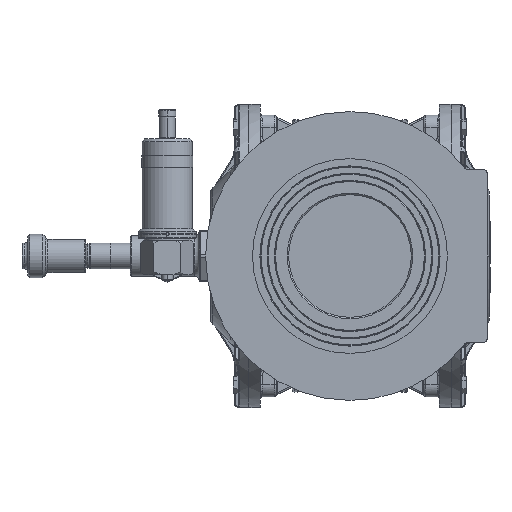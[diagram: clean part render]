
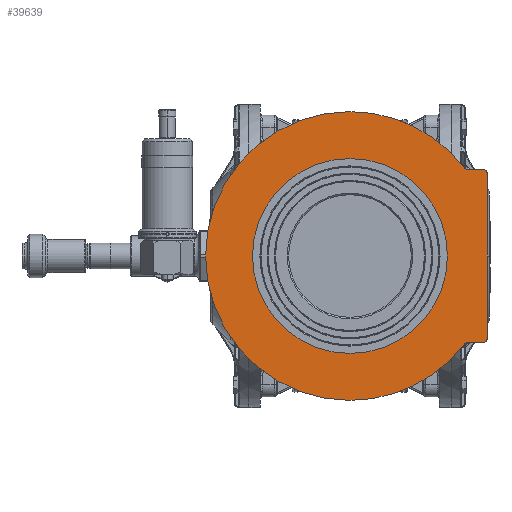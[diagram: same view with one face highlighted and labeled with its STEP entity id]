
A CAD part, left-side view. The second image highlights one B-rep face of the part: STEP entity #39639.
In plain terms, the highlighted planar face has unit normal (-1, 0, 0).
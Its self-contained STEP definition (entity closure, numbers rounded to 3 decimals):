
#949 = DIRECTION ( 'NONE',  ( 0., 0., -1. ) ) ;
#1080 = CIRCLE ( 'NONE', #13979, 3. ) ;
#2114 = ORIENTED_EDGE ( 'NONE', *, *, #15259, .F. ) ;
#2731 = ORIENTED_EDGE ( 'NONE', *, *, #115216, .T. ) ;
#4859 = ORIENTED_EDGE ( 'NONE', *, *, #75170, .T. ) ;
#5456 = DIRECTION ( 'NONE',  ( 0., 0., -1. ) ) ;
#7051 = DIRECTION ( 'NONE',  ( 1., 0., 0. ) ) ;
#7702 = AXIS2_PLACEMENT_3D ( 'NONE', #121877, #47701, #11415 ) ;
#10201 = CARTESIAN_POINT ( 'NONE',  ( -148., -95., -60. ) ) ;
#11415 = DIRECTION ( 'NONE',  ( 0., 0., 1. ) ) ;
#11978 = CARTESIAN_POINT ( 'NONE',  ( -148., -95., 60. ) ) ;
#13979 = AXIS2_PLACEMENT_3D ( 'NONE', #103354, #125975, #104942 ) ;
#15259 = EDGE_CURVE ( 'Defeature completata7_891+Defeature completata7_122+Defeature completata7_897+Defeature completata7_899', #152641, #45450, #33211, .T. ) ;
#17677 = EDGE_CURVE ( 'Defeature completata7_122+Defeature completata7_123+Defeature completata7_898+Defeature completata7_900', #124879, #136908, #29603, .T. ) ;
#19790 = VERTEX_POINT ( 'NONE', #75245 ) ;
#20864 = DIRECTION ( 'NONE',  ( 0., -1., 0. ) ) ;
#21813 = EDGE_LOOP ( 'NONE', ( #139420, #134878 ) ) ;
#22661 = DIRECTION ( 'NONE',  ( 0., 0., 1. ) ) ;
#24789 = CARTESIAN_POINT ( 'NONE',  ( -148., 0., 67.5 ) ) ;
#25457 = DIRECTION ( 'NONE',  ( 0., 0., 1. ) ) ;
#25568 = VECTOR ( 'NONE', #133601, 1000. ) ;
#25686 = AXIS2_PLACEMENT_3D ( 'NONE', #150033, #7051, #5456 ) ;
#25872 = EDGE_CURVE ( 'Defeature completata7_203+Defeature completata7_122+Defeature completata7_122+Defeature completata7_122', #19790, #148042, #99586, .T. ) ;
#29603 = CIRCLE ( 'NONE', #37312, 100. ) ;
#30508 = EDGE_CURVE ( 'Defeature completata7_203+Defeature completata7_122+Defeature completata7_122+Defeature completata7_122', #148042, #19790, #115644, .T. ) ;
#30716 = CARTESIAN_POINT ( 'NONE',  ( -148., 0., 0. ) ) ;
#33165 = CARTESIAN_POINT ( 'NONE',  ( -148., 0., 0. ) ) ;
#33211 = LINE ( 'NONE', #122661, #75342 ) ;
#36041 = CIRCLE ( 'NONE', #7702, 100. ) ;
#36760 = DIRECTION ( 'NONE',  ( -1., 0., 0. ) ) ;
#37312 = AXIS2_PLACEMENT_3D ( 'NONE', #93069, #57558, #68072 ) ;
#39639 = ADVANCED_FACE ( 'Defeature completata7_122', ( #143616, #92854 ), #46824, .F. ) ;
#42146 = CIRCLE ( 'NONE', #103941, 100. ) ;
#45450 = VERTEX_POINT ( 'NONE', #149314 ) ;
#46824 = PLANE ( 'NONE',  #74431 ) ;
#47701 = DIRECTION ( 'NONE',  ( -1., 0., 0. ) ) ;
#48130 = VERTEX_POINT ( 'NONE', #115395 ) ;
#48587 = ORIENTED_EDGE ( 'NONE', *, *, #151556, .F. ) ;
#49769 = CARTESIAN_POINT ( 'NONE',  ( -148., 0., 0. ) ) ;
#53760 = EDGE_CURVE ( 'Defeature completata7_122+Defeature completata7_899+Defeature completata7_892+Defeature completata7_891', #56950, #45450, #69087, .T. ) ;
#54109 = DIRECTION ( 'NONE',  ( 0., 0., -1. ) ) ;
#56884 = VERTEX_POINT ( 'NONE', #147660 ) ;
#56950 = VERTEX_POINT ( 'NONE', #89567 ) ;
#57558 = DIRECTION ( 'NONE',  ( -1., 0., 0. ) ) ;
#58240 = CIRCLE ( 'NONE', #76189, 3. ) ;
#58440 = VERTEX_POINT ( 'NONE', #74725 ) ;
#59604 = CARTESIAN_POINT ( 'NONE',  ( -148., -95., 57. ) ) ;
#60856 = VECTOR ( 'NONE', #20864, 1000. ) ;
#61070 = DIRECTION ( 'NONE',  ( 0., 0., -1. ) ) ;
#61854 = DIRECTION ( 'NONE',  ( -1., 0., 0. ) ) ;
#62215 = DIRECTION ( 'NONE',  ( -1., 0., 0. ) ) ;
#62229 = ORIENTED_EDGE ( 'NONE', *, *, #115042, .T. ) ;
#62463 = ORIENTED_EDGE ( 'NONE', *, *, #17677, .T. ) ;
#63773 = CARTESIAN_POINT ( 'NONE',  ( -148., -81.486, -60. ) ) ;
#64346 = CARTESIAN_POINT ( 'NONE',  ( -148., -92., -57. ) ) ;
#67721 = LINE ( 'NONE', #10201, #25568 ) ;
#67772 = DIRECTION ( 'NONE',  ( -1., 0., 0. ) ) ;
#68072 = DIRECTION ( 'NONE',  ( 0., 0., 1. ) ) ;
#69087 = CIRCLE ( 'NONE', #97520, 3. ) ;
#74431 = AXIS2_PLACEMENT_3D ( 'NONE', #33165, #107303, #22661 ) ;
#74725 = CARTESIAN_POINT ( 'NONE',  ( -148., 0., -100. ) ) ;
#75170 = EDGE_CURVE ( 'Defeature completata7_122+Defeature completata7_123+Defeature completata7_898+Defeature completata7_900', #136908, #58440, #42146, .T. ) ;
#75245 = CARTESIAN_POINT ( 'NONE',  ( -148., 0., -67.5 ) ) ;
#75342 = VECTOR ( 'NONE', #83942, 1000. ) ;
#76189 = AXIS2_PLACEMENT_3D ( 'NONE', #123497, #62215, #949 ) ;
#78060 = ORIENTED_EDGE ( 'NONE', *, *, #146947, .T. ) ;
#79728 = CIRCLE ( 'NONE', #25686, 3. ) ;
#82103 = LINE ( 'NONE', #11978, #60856 ) ;
#83942 = DIRECTION ( 'NONE',  ( 0., 0., -1. ) ) ;
#87013 = ORIENTED_EDGE ( 'NONE', *, *, #139998, .T. ) ;
#89567 = CARTESIAN_POINT ( 'NONE',  ( -148., -92., -60. ) ) ;
#90137 = DIRECTION ( 'NONE',  ( 0., 0., -1. ) ) ;
#92854 = FACE_OUTER_BOUND ( 'NONE', #114252, .T. ) ;
#93069 = CARTESIAN_POINT ( 'NONE',  ( -148., 0., 0. ) ) ;
#95788 = VERTEX_POINT ( 'NONE', #63773 ) ;
#97520 = AXIS2_PLACEMENT_3D ( 'NONE', #64346, #125639, #90137 ) ;
#99586 = CIRCLE ( 'NONE', #135661, 67.5 ) ;
#103354 = CARTESIAN_POINT ( 'NONE',  ( -148., -81.486, 63. ) ) ;
#103941 = AXIS2_PLACEMENT_3D ( 'NONE', #147199, #36760, #25457 ) ;
#104942 = DIRECTION ( 'NONE',  ( 0., 0., -1. ) ) ;
#105917 = CARTESIAN_POINT ( 'NONE',  ( -148., -79.113, 61.165 ) ) ;
#107303 = DIRECTION ( 'NONE',  ( 1., 0., 0. ) ) ;
#114252 = EDGE_LOOP ( 'NONE', ( #2114, #78060, #121397, #87013, #62463, #4859, #62229, #2731, #48587, #137467 ) ) ;
#115042 = EDGE_CURVE ( 'Defeature completata7_122+Defeature completata7_123+Defeature completata7_898+Defeature completata7_900', #58440, #147014, #36041, .T. ) ;
#115216 = EDGE_CURVE ( 'Defeature completata7_122+Defeature completata7_900+Defeature completata7_123+Defeature completata7_892', #147014, #95788, #79728, .T. ) ;
#115395 = CARTESIAN_POINT ( 'NONE',  ( -148., -92., 60. ) ) ;
#115644 = CIRCLE ( 'NONE', #131186, 67.5 ) ;
#120827 = CARTESIAN_POINT ( 'NONE',  ( -148., 0., 100. ) ) ;
#121397 = ORIENTED_EDGE ( 'NONE', *, *, #125743, .F. ) ;
#121877 = CARTESIAN_POINT ( 'NONE',  ( -148., 0., 0. ) ) ;
#122661 = CARTESIAN_POINT ( 'NONE',  ( -148., -95., 60. ) ) ;
#123497 = CARTESIAN_POINT ( 'NONE',  ( -148., -92., 57. ) ) ;
#124879 = VERTEX_POINT ( 'NONE', #105917 ) ;
#125639 = DIRECTION ( 'NONE',  ( -1., 0., 0. ) ) ;
#125743 = EDGE_CURVE ( 'Defeature completata7_890+Defeature completata7_122+Defeature completata7_898+Defeature completata7_897', #56884, #48130, #82103, .T. ) ;
#125975 = DIRECTION ( 'NONE',  ( 1., 0., 0. ) ) ;
#131186 = AXIS2_PLACEMENT_3D ( 'NONE', #49769, #61854, #61070 ) ;
#133601 = DIRECTION ( 'NONE',  ( 0., 1., 0. ) ) ;
#134878 = ORIENTED_EDGE ( 'NONE', *, *, #30508, .F. ) ;
#135661 = AXIS2_PLACEMENT_3D ( 'NONE', #30716, #67772, #54109 ) ;
#136908 = VERTEX_POINT ( 'NONE', #120827 ) ;
#137467 = ORIENTED_EDGE ( 'NONE', *, *, #53760, .T. ) ;
#139420 = ORIENTED_EDGE ( 'NONE', *, *, #25872, .F. ) ;
#139998 = EDGE_CURVE ( 'Defeature completata7_122+Defeature completata7_898+Defeature completata7_890+Defeature completata7_123', #56884, #124879, #1080, .T. ) ;
#141162 = CARTESIAN_POINT ( 'NONE',  ( -148., -79.113, -61.165 ) ) ;
#143616 = FACE_BOUND ( 'NONE', #21813, .T. ) ;
#146947 = EDGE_CURVE ( 'Defeature completata7_122+Defeature completata7_897+Defeature completata7_891+Defeature completata7_890', #152641, #48130, #58240, .T. ) ;
#147014 = VERTEX_POINT ( 'NONE', #141162 ) ;
#147199 = CARTESIAN_POINT ( 'NONE',  ( -148., 0., 0. ) ) ;
#147660 = CARTESIAN_POINT ( 'NONE',  ( -148., -81.486, 60. ) ) ;
#148042 = VERTEX_POINT ( 'NONE', #24789 ) ;
#149314 = CARTESIAN_POINT ( 'NONE',  ( -148., -95., -57. ) ) ;
#150033 = CARTESIAN_POINT ( 'NONE',  ( -148., -81.486, -63. ) ) ;
#151556 = EDGE_CURVE ( 'Defeature completata7_892+Defeature completata7_122+Defeature completata7_899+Defeature completata7_900', #56950, #95788, #67721, .T. ) ;
#152641 = VERTEX_POINT ( 'NONE', #59604 ) ;
